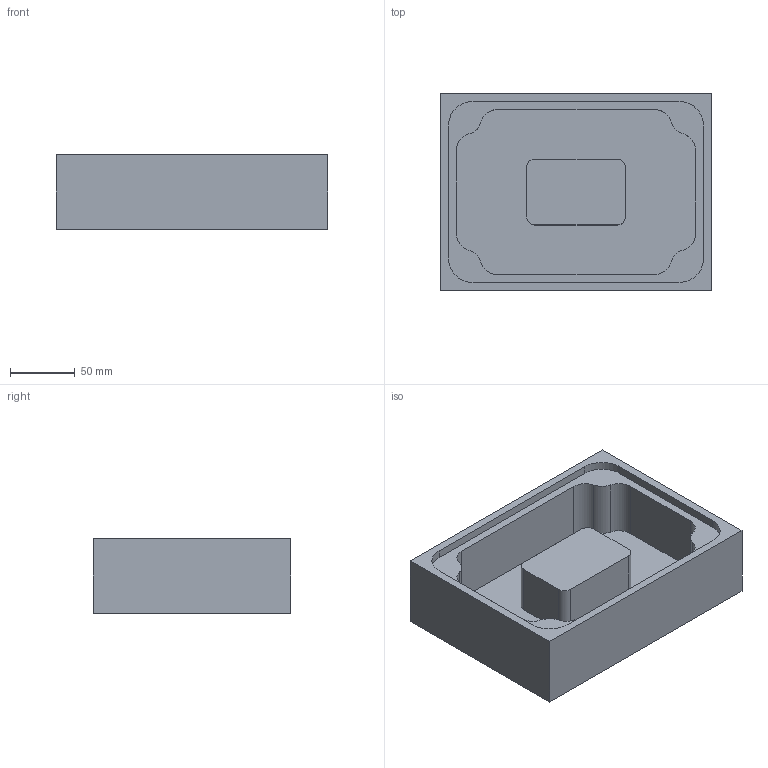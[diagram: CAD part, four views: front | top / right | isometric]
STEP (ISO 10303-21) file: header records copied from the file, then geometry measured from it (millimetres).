
FILE_DESCRIPTION ((), '1');
FILE_NAME ('2AxisIntroductionTutorial.stp', '2016-10-26T08:24:41', ('Unknown'), ('Unknown'), 'HarmonyWare STEP v2.0.1', 'HarmonyWare Translators', '');
FILE_SCHEMA (('CONFIG_CONTROL_DESIGN'));
Length unit declared in the file: inch
Products named in the file (1): NONE
Bounding box: 209.55 x 152.4 x 57.15 mm (x, y, z)
Volume: 827578.4 mm3; surface area: 143581.4 mm2
Topology: 1 solids, 1 shells, 41 faces, 108 edges, 72 vertices
Faces by surface type: bspline 41
Entity records: 1282 total; most frequent: CARTESIAN_POINT 564, ORIENTED_EDGE 216, EDGE_CURVE 108, VERTEX_POINT 72, B_SPLINE_CURVE_WITH_KNOTS 68, EDGE_LOOP 44, ADVANCED_FACE 41, FACE_OUTER_BOUND 38
